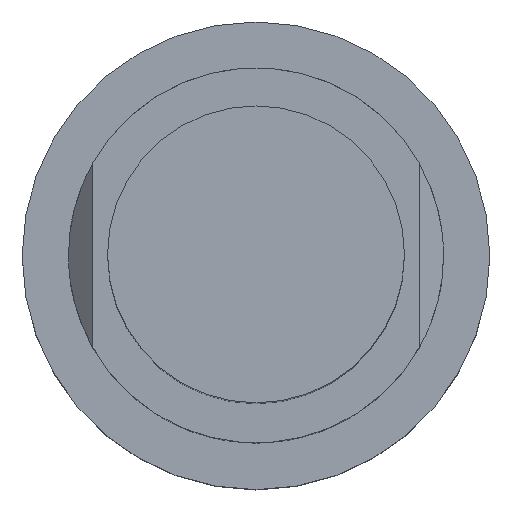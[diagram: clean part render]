
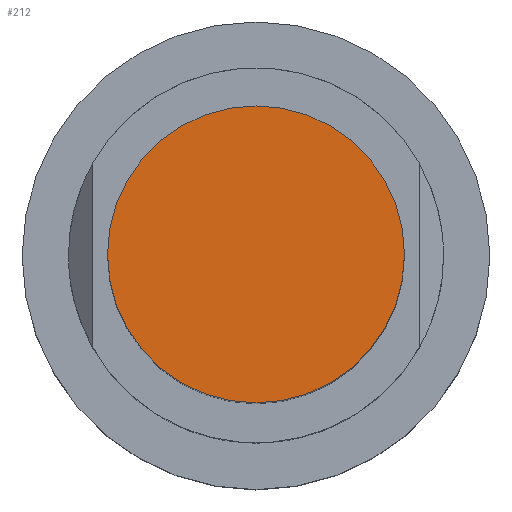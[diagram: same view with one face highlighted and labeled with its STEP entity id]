
A CAD part, top view. The second image highlights one B-rep face of the part: STEP entity #212.
In plain terms, the highlighted planar face has unit normal (0, 0, 1).
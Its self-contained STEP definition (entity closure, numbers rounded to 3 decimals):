
#71 = CARTESIAN_POINT ( 'NONE',  ( 0., 0., 0. ) ) ;
#90 = CARTESIAN_POINT ( 'NONE',  ( -15.875, 0., 0. ) ) ;
#95 = DIRECTION ( 'NONE',  ( 0., 0., 1. ) ) ;
#101 = DIRECTION ( 'NONE',  ( 1., 0., 0. ) ) ;
#148 = CIRCLE ( 'NONE', #259, 15.875 ) ;
#154 = CARTESIAN_POINT ( 'NONE',  ( 0., 0., 0. ) ) ;
#212 = ADVANCED_FACE ( 'NONE', ( #754 ), #760, .F. ) ;
#259 = AXIS2_PLACEMENT_3D ( 'NONE', #368, #686, #783 ) ;
#319 = EDGE_CURVE ( 'NONE', #508, #347, #669, .T. ) ;
#347 = VERTEX_POINT ( 'NONE', #90 ) ;
#368 = CARTESIAN_POINT ( 'NONE',  ( 0., 0., 0. ) ) ;
#378 = AXIS2_PLACEMENT_3D ( 'NONE', #154, #95, #101 ) ;
#434 = ORIENTED_EDGE ( 'NONE', *, *, #499, .T. ) ;
#499 = EDGE_CURVE ( 'NONE', #347, #508, #148, .T. ) ;
#508 = VERTEX_POINT ( 'NONE', #796 ) ;
#520 = AXIS2_PLACEMENT_3D ( 'NONE', #71, #650, #642 ) ;
#642 = DIRECTION ( 'NONE',  ( -1., 0., 0. ) ) ;
#646 = ORIENTED_EDGE ( 'NONE', *, *, #319, .T. ) ;
#650 = DIRECTION ( 'NONE',  ( 0., 0., -1. ) ) ;
#669 = CIRCLE ( 'NONE', #378, 15.875 ) ;
#686 = DIRECTION ( 'NONE',  ( 0., 0., 1. ) ) ;
#754 = FACE_OUTER_BOUND ( 'NONE', #784, .T. ) ;
#760 = PLANE ( 'NONE',  #520 ) ;
#783 = DIRECTION ( 'NONE',  ( 1., 0., 0. ) ) ;
#784 = EDGE_LOOP ( 'NONE', ( #646, #434 ) ) ;
#796 = CARTESIAN_POINT ( 'NONE',  ( 15.875, 0., 0. ) ) ;
